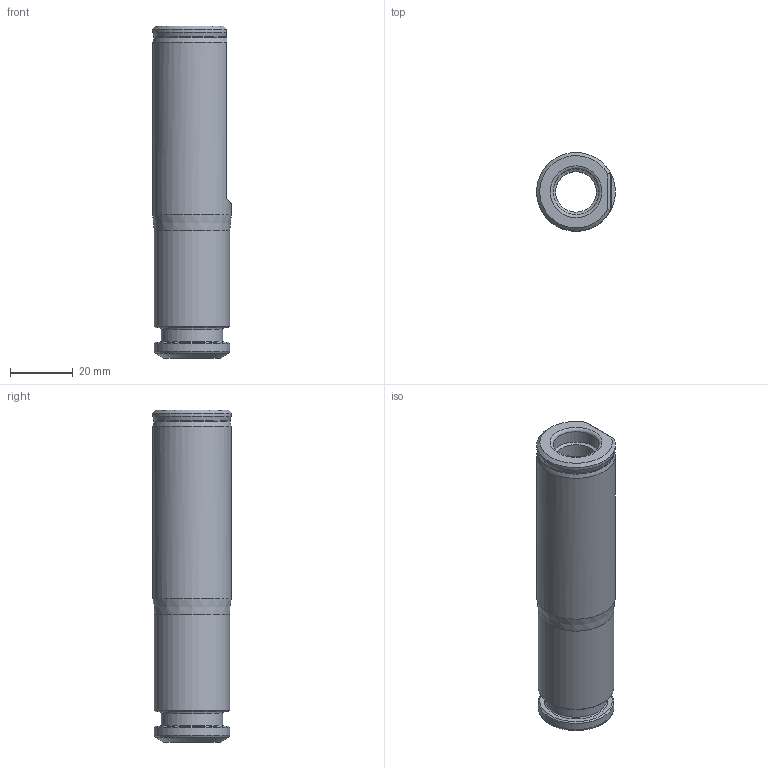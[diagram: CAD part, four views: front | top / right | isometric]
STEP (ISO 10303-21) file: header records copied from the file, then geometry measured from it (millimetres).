
FILE_DESCRIPTION(/* description */ (''),/* implementation_level */ '2;1');
FILE_NAME(/* name */ '262571522.stp',/* time_stamp */ '2021-01-08T12:27:24',/* author */ ('LRA'),/* organization */ ('REGO-FIX'),/* preprocessor_version */ ' Unknown',/* originating_system */ 'SIEMENS PLM Software Solid Edge ST10',/* authorization */ 'Unknown');
FILE_SCHEMA (('AUTOMOTIVE_DESIGN { 1 0 10303 214 2 1 1}'));
Length unit declared in the file: millimetre
Products named in the file (1): NOCUT
Bounding box: 25 x 25 x 105.5 mm (x, y, z)
Volume: 32400.5 mm3; surface area: 13381.5 mm2
Topology: 1 solids, 1 shells, 34 faces, 73 edges, 44 vertices
Faces by surface type: cone 10, cylinder 10, plane 8, torus 6
Full cylindrical faces by diameter (mm): 12.917 x2, 14.5 x1, 15 x1, 19.5 x1, 24 x2, 25 x1
Entity records: 1071 total; most frequent: CARTESIAN_POINT 157, DIRECTION 146, ORIENTED_EDGE 98, AXIS2_PLACEMENT_3D 69, EDGE_LOOP 59, FACE_BOUND 59, EDGE_CURVE 49, VERTEX_POINT 40
